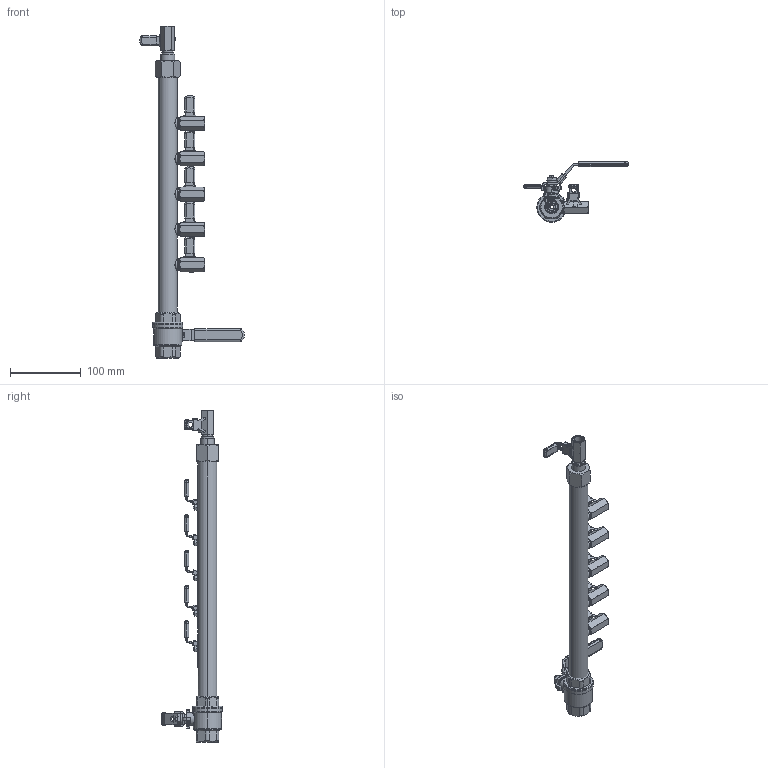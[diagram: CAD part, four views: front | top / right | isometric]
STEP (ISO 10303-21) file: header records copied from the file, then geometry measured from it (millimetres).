
FILE_DESCRIPTION (( 'STEP AP214' ), '1' );
FILE_NAME ('AH34RP5L-14RC2R Series 5 Way RH Single Sided Stainless Steel Instrument Air Manifold.STEP', '2020-02-26T19:35:58', ( '' ), ( '' ), 'SwSTEP 2.0', 'SolidWorks 2020', '' );
FILE_SCHEMA (( 'AUTOMOTIVE_DESIGN' ));
Length unit declared in the file: millimetre
Products named in the file (29): STEM; A2TL-HL Handle Cover; White letter colouring block; Lever A2TL-HL; D1T-HL Valve Body; D1T-HL red sleeve_D1T-HL Closed; AH34RP5L-14RC2R 5-Way Manifold; AH34RP5L-14RC2R Series 5 Way RH Single Sided Stainless Steel Instrument Air Manifold; 5mm SS Lock Washer; 5mm SS Washer; Lever; SLIDE_LOCK; m8 Thin Nut; SLIDE_LOCK-A2TL-HL; 5mm Nylon Washer; A2TL-HL Valve_A2TL-HL Closed; 8mm SS Lock Washer; A2TL-HL Body; m5 Nut; BACK_P; Manifold Adaptor; D1T-HL Handle Cover; m8 Nut; F-CAP
Assembly tree (94 placements, depth 3):
  AH34RP5L-14RC2R Series 5 Way RH Single Sided Stainless Steel Instrument Air Manifold
    AH34RP5L-14RC2R 5-Way Manifold
    A2TL-HL Valve_A2TL-HL Closed
      A2TL-HL Body
      m8 Thin Nut
      Lever A2TL-HL
      8mm SS Lock Washer
      m8 Nut
      A2TL-HL Handle Cover
      SLIDE_LOCK-A2TL-HL
    Manifold Adaptor
    D1T-HL red sleeve_D1T-HL Closed
      D1T-HL Valve Body
      STEM
      BACK_P
      F-CAP
      SLIDE_LOCK
      Lever
      5mm Nylon Washer
      5mm SS Washer  x2
      5mm SS Lock Washer
      m5 Nut
      D1T-HL Handle Cover
      White letter colouring block
    D1T-HL red sleeve_D1T-HL Closed
      D1T-HL Valve Body
      STEM
      BACK_P
      F-CAP
      SLIDE_LOCK
      Lever
      5mm Nylon Washer
      5mm SS Washer  x2
      5mm SS Lock Washer
      m5 Nut
      D1T-HL Handle Cover
      White letter colouring block
    D1T-HL red sleeve_D1T-HL Closed
      D1T-HL Valve Body
      STEM
      BACK_P
      F-CAP
      SLIDE_LOCK
      Lever
      5mm Nylon Washer
      5mm SS Washer  x2
      5mm SS Lock Washer
      m5 Nut
      D1T-HL Handle Cover
      White letter colouring block
    D1T-HL red sleeve_D1T-HL Closed
      D1T-HL Valve Body
      STEM
      BACK_P
      F-CAP
      SLIDE_LOCK
      Lever
      5mm Nylon Washer
      5mm SS Washer  x2
      5mm SS Lock Washer
Bounding box: 148.01 x 85.6 x 470 mm (x, y, z)
Volume: 237441.9 mm3; surface area: 159777.2 mm2
Topology: 108 solids, 108 shells, 3942 faces, 9980 edges, 6359 vertices
Faces by surface type: plane 1755, cylinder 999, bspline 696, torus 360, cone 116, sphere 16
Entity records: 64902 total; most frequent: CARTESIAN_POINT 29502, ORIENTED_EDGE 6850, DIRECTION 5819, EDGE_CURVE 3425, VERTEX_POINT 2161, AXIS2_PLACEMENT_3D 2075, LINE 1669, VECTOR 1669
